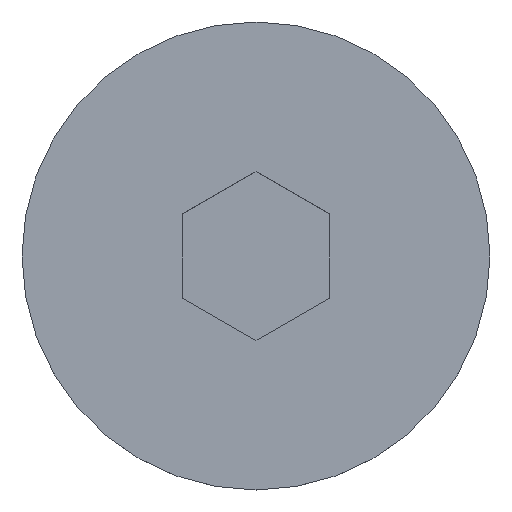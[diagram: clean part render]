
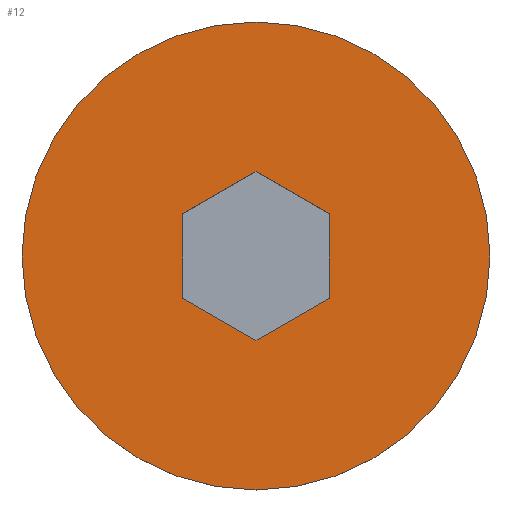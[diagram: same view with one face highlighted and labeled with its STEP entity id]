
A CAD part, top view. The second image highlights one B-rep face of the part: STEP entity #12.
In plain terms, the highlighted planar face has unit normal (0, 0, 1).
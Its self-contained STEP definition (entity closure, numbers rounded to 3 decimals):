
#12 = ADVANCED_FACE ( 'NONE', ( #13, #296 ), #223, .T. ) ;
#13 = FACE_BOUND ( 'NONE', #89, .T. ) ;
#17 = CARTESIAN_POINT ( 'NONE',  ( 2.5, -1.443, 0. ) ) ;
#22 = ORIENTED_EDGE ( 'NONE', *, *, #370, .T. ) ;
#27 = CARTESIAN_POINT ( 'NONE',  ( -2.5, -1.443, 0. ) ) ;
#39 = EDGE_CURVE ( 'NONE', #344, #249, #475, .T. ) ;
#40 = CARTESIAN_POINT ( 'NONE',  ( 0., 0., 0. ) ) ;
#43 = EDGE_LOOP ( 'NONE', ( #182, #351 ) ) ;
#60 = VERTEX_POINT ( 'NONE', #262 ) ;
#77 = CARTESIAN_POINT ( 'NONE',  ( -2.5, 0., 0. ) ) ;
#89 = EDGE_LOOP ( 'NONE', ( #386, #217, #457, #175, #22, #483 ) ) ;
#104 = VECTOR ( 'NONE', #431, 1000. ) ;
#105 = DIRECTION ( 'NONE',  ( 0.866, -0.5, 0. ) ) ;
#106 = DIRECTION ( 'NONE',  ( 0., 0., 1. ) ) ;
#107 = EDGE_CURVE ( 'NONE', #159, #322, #437, .T. ) ;
#113 = DIRECTION ( 'NONE',  ( 0., 0., -1. ) ) ;
#144 = EDGE_CURVE ( 'NONE', #379, #378, #480, .T. ) ;
#147 = CARTESIAN_POINT ( 'NONE',  ( 2.5, -1.443, 0. ) ) ;
#150 = DIRECTION ( 'NONE',  ( 1., 0., 0. ) ) ;
#155 = DIRECTION ( 'NONE',  ( 1., 0., 0. ) ) ;
#156 = DIRECTION ( 'NONE',  ( 0., 0., -1. ) ) ;
#158 = CIRCLE ( 'NONE', #422, 8. ) ;
#159 = VERTEX_POINT ( 'NONE', #391 ) ;
#162 = CARTESIAN_POINT ( 'NONE',  ( 0., -2.887, 0. ) ) ;
#163 = AXIS2_PLACEMENT_3D ( 'NONE', #382, #106, #150 ) ;
#175 = ORIENTED_EDGE ( 'NONE', *, *, #144, .T. ) ;
#182 = ORIENTED_EDGE ( 'NONE', *, *, #206, .F. ) ;
#190 = EDGE_CURVE ( 'NONE', #60, #343, #158, .T. ) ;
#197 = LINE ( 'NONE', #404, #221 ) ;
#200 = DIRECTION ( 'NONE',  ( 1., 0., 0. ) ) ;
#206 = EDGE_CURVE ( 'NONE', #343, #60, #241, .T. ) ;
#217 = ORIENTED_EDGE ( 'NONE', *, *, #39, .T. ) ;
#219 = EDGE_CURVE ( 'NONE', #249, #379, #414, .T. ) ;
#221 = VECTOR ( 'NONE', #443, 1000. ) ;
#223 = PLANE ( 'NONE',  #163 ) ;
#237 = CARTESIAN_POINT ( 'NONE',  ( 0., -2.887, 0. ) ) ;
#241 = CIRCLE ( 'NONE', #315, 8. ) ;
#249 = VERTEX_POINT ( 'NONE', #237 ) ;
#262 = CARTESIAN_POINT ( 'NONE',  ( -8., 0., 0. ) ) ;
#279 = LINE ( 'NONE', #281, #424 ) ;
#281 = CARTESIAN_POINT ( 'NONE',  ( 2.5, 0., 0. ) ) ;
#296 = FACE_OUTER_BOUND ( 'NONE', #43, .T. ) ;
#297 = CARTESIAN_POINT ( 'NONE',  ( 0., 2.887, 0. ) ) ;
#315 = AXIS2_PLACEMENT_3D ( 'NONE', #40, #156, #200 ) ;
#317 = DIRECTION ( 'NONE',  ( 0., -1., 0. ) ) ;
#322 = VERTEX_POINT ( 'NONE', #354 ) ;
#331 = VECTOR ( 'NONE', #105, 1000. ) ;
#340 = EDGE_CURVE ( 'NONE', #322, #344, #279, .T. ) ;
#343 = VERTEX_POINT ( 'NONE', #434 ) ;
#344 = VERTEX_POINT ( 'NONE', #17 ) ;
#350 = CARTESIAN_POINT ( 'NONE',  ( 0., 0., 0. ) ) ;
#351 = ORIENTED_EDGE ( 'NONE', *, *, #190, .F. ) ;
#354 = CARTESIAN_POINT ( 'NONE',  ( 2.5, 1.443, 0. ) ) ;
#356 = VECTOR ( 'NONE', #458, 1000. ) ;
#370 = EDGE_CURVE ( 'NONE', #378, #159, #197, .T. ) ;
#378 = VERTEX_POINT ( 'NONE', #407 ) ;
#379 = VERTEX_POINT ( 'NONE', #27 ) ;
#382 = CARTESIAN_POINT ( 'NONE',  ( 4., 0., 0. ) ) ;
#386 = ORIENTED_EDGE ( 'NONE', *, *, #340, .T. ) ;
#391 = CARTESIAN_POINT ( 'NONE',  ( 0., 2.887, 0. ) ) ;
#404 = CARTESIAN_POINT ( 'NONE',  ( -2.5, 1.443, 0. ) ) ;
#407 = CARTESIAN_POINT ( 'NONE',  ( -2.5, 1.443, 0. ) ) ;
#414 = LINE ( 'NONE', #162, #104 ) ;
#422 = AXIS2_PLACEMENT_3D ( 'NONE', #350, #113, #155 ) ;
#424 = VECTOR ( 'NONE', #317, 1000. ) ;
#431 = DIRECTION ( 'NONE',  ( -0.866, 0.5, 0. ) ) ;
#434 = CARTESIAN_POINT ( 'NONE',  ( 8., 0., 0. ) ) ;
#437 = LINE ( 'NONE', #297, #331 ) ;
#443 = DIRECTION ( 'NONE',  ( 0.866, 0.5, 0. ) ) ;
#444 = VECTOR ( 'NONE', #464, 1000. ) ;
#457 = ORIENTED_EDGE ( 'NONE', *, *, #219, .T. ) ;
#458 = DIRECTION ( 'NONE',  ( -0.866, -0.5, 0. ) ) ;
#464 = DIRECTION ( 'NONE',  ( 0., 1., 0. ) ) ;
#475 = LINE ( 'NONE', #147, #356 ) ;
#480 = LINE ( 'NONE', #77, #444 ) ;
#483 = ORIENTED_EDGE ( 'NONE', *, *, #107, .T. ) ;
